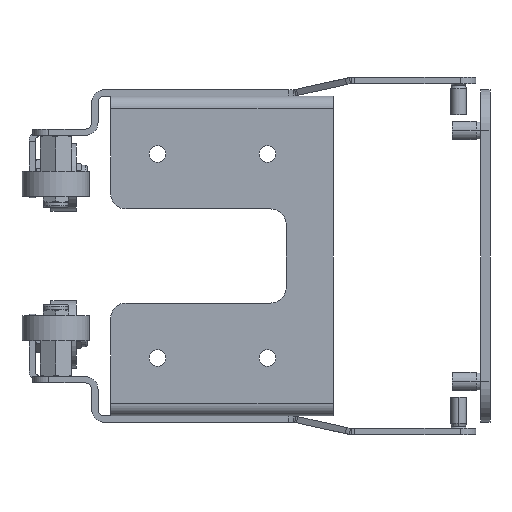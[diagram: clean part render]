
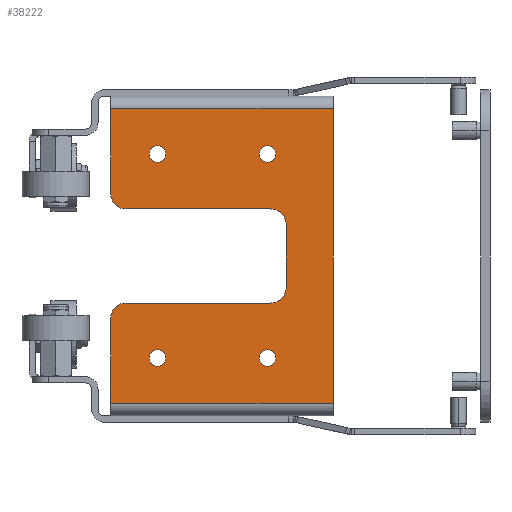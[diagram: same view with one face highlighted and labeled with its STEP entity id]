
A CAD part, front view. The second image highlights one B-rep face of the part: STEP entity #38222.
In plain terms, the highlighted planar face has unit normal (0, -1, 0).
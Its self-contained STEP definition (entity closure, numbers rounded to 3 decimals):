
#911=DIRECTION('',(0.,0.,-1.));
#912=VECTOR('',#911,27.);
#913=CARTESIAN_POINT('',(-116.5,-98.,-76.));
#914=LINE('',#913,#912);
#9566=DIRECTION('',(1.,0.,0.));
#9567=VECTOR('',#9566,71.);
#9568=CARTESIAN_POINT('',(-116.5,-98.,-103.));
#9569=LINE('',#9568,#9567);
#9574=CARTESIAN_POINT('',(-111.5,-98.,-36.));
#9575=DIRECTION('',(0.,1.,0.));
#9576=DIRECTION('',(0.,0.,-1.));
#9577=AXIS2_PLACEMENT_3D('',#9574,#9575,#9576);
#9579=DIRECTION('',(0.,0.,1.));
#9580=VECTOR('',#9579,27.);
#9581=CARTESIAN_POINT('',(-116.5,-98.,-36.));
#9582=LINE('',#9581,#9580);
#9583=DIRECTION('',(0.,0.,-1.));
#9584=VECTOR('',#9583,94.);
#9585=CARTESIAN_POINT('',(-45.5,-98.,-9.));
#9586=LINE('',#9585,#9584);
#9587=CARTESIAN_POINT('',(-111.5,-98.,-76.));
#9588=DIRECTION('',(0.,1.,0.));
#9589=DIRECTION('',(-1.,0.,0.));
#9590=AXIS2_PLACEMENT_3D('',#9587,#9588,#9589);
#9592=CARTESIAN_POINT('',(-65.5,-98.,-66.));
#9593=DIRECTION('',(0.,-1.,0.));
#9594=DIRECTION('',(0.,0.,-1.));
#9595=AXIS2_PLACEMENT_3D('',#9592,#9593,#9594);
#9597=DIRECTION('',(0.,0.,1.));
#9598=VECTOR('',#9597,20.);
#9599=CARTESIAN_POINT('',(-60.5,-98.,-66.));
#9600=LINE('',#9599,#9598);
#9601=CARTESIAN_POINT('',(-65.5,-98.,-46.));
#9602=DIRECTION('',(0.,-1.,0.));
#9603=DIRECTION('',(1.,0.,0.));
#9604=AXIS2_PLACEMENT_3D('',#9601,#9602,#9603);
#9606=DIRECTION('',(-1.,0.,0.));
#9607=VECTOR('',#9606,46.);
#9608=CARTESIAN_POINT('',(-65.5,-98.,-41.));
#9609=LINE('',#9608,#9607);
#9610=CARTESIAN_POINT('',(-66.5,-98.,-88.5));
#9611=DIRECTION('',(0.,-1.,0.));
#9612=DIRECTION('',(0.,0.,1.));
#9613=AXIS2_PLACEMENT_3D('',#9610,#9611,#9612);
#9615=CARTESIAN_POINT('',(-66.5,-98.,-88.5));
#9616=DIRECTION('',(0.,-1.,0.));
#9617=DIRECTION('',(0.,0.,-1.));
#9618=AXIS2_PLACEMENT_3D('',#9615,#9616,#9617);
#9620=CARTESIAN_POINT('',(-101.5,-98.,-88.5));
#9621=DIRECTION('',(0.,-1.,0.));
#9622=DIRECTION('',(0.,0.,1.));
#9623=AXIS2_PLACEMENT_3D('',#9620,#9621,#9622);
#9625=CARTESIAN_POINT('',(-101.5,-98.,-88.5));
#9626=DIRECTION('',(0.,-1.,0.));
#9627=DIRECTION('',(0.,0.,-1.));
#9628=AXIS2_PLACEMENT_3D('',#9625,#9626,#9627);
#9630=CARTESIAN_POINT('',(-101.5,-98.,-23.5));
#9631=DIRECTION('',(0.,-1.,0.));
#9632=DIRECTION('',(0.,0.,1.));
#9633=AXIS2_PLACEMENT_3D('',#9630,#9631,#9632);
#9635=CARTESIAN_POINT('',(-101.5,-98.,-23.5));
#9636=DIRECTION('',(0.,-1.,0.));
#9637=DIRECTION('',(0.,0.,-1.));
#9638=AXIS2_PLACEMENT_3D('',#9635,#9636,#9637);
#9640=CARTESIAN_POINT('',(-66.5,-98.,-23.5));
#9641=DIRECTION('',(0.,-1.,0.));
#9642=DIRECTION('',(0.,0.,1.));
#9643=AXIS2_PLACEMENT_3D('',#9640,#9641,#9642);
#9645=CARTESIAN_POINT('',(-66.5,-98.,-23.5));
#9646=DIRECTION('',(0.,-1.,0.));
#9647=DIRECTION('',(0.,0.,-1.));
#9648=AXIS2_PLACEMENT_3D('',#9645,#9646,#9647);
#9678=DIRECTION('',(-1.,0.,0.));
#9679=VECTOR('',#9678,46.);
#9680=CARTESIAN_POINT('',(-65.5,-98.,-71.));
#9681=LINE('',#9680,#9679);
#9852=DIRECTION('',(-1.,0.,0.));
#9853=VECTOR('',#9852,71.);
#9854=CARTESIAN_POINT('',(-45.5,-98.,-9.));
#9855=LINE('',#9854,#9853);
#19033=CARTESIAN_POINT('',(-45.5,-98.,-9.));
#19034=VERTEX_POINT('',#19033);
#19037=CARTESIAN_POINT('',(-116.5,-98.,-9.));
#19038=VERTEX_POINT('',#19037);
#19041=CARTESIAN_POINT('',(-111.5,-98.,-41.));
#19042=CARTESIAN_POINT('',(-116.5,-98.,-36.));
#19043=VERTEX_POINT('',#19041);
#19044=VERTEX_POINT('',#19042);
#19045=CARTESIAN_POINT('',(-45.5,-98.,-103.));
#19046=VERTEX_POINT('',#19045);
#19047=CARTESIAN_POINT('',(-116.5,-98.,-103.));
#19048=VERTEX_POINT('',#19047);
#19049=CARTESIAN_POINT('',(-116.5,-98.,-76.));
#19050=VERTEX_POINT('',#19049);
#19051=CARTESIAN_POINT('',(-111.5,-98.,-71.));
#19052=VERTEX_POINT('',#19051);
#19053=CARTESIAN_POINT('',(-65.5,-98.,-71.));
#19054=VERTEX_POINT('',#19053);
#19055=CARTESIAN_POINT('',(-60.5,-98.,-66.));
#19056=VERTEX_POINT('',#19055);
#19057=CARTESIAN_POINT('',(-60.5,-98.,-46.));
#19058=VERTEX_POINT('',#19057);
#19059=CARTESIAN_POINT('',(-65.5,-98.,-41.));
#19060=VERTEX_POINT('',#19059);
#19061=CARTESIAN_POINT('',(-66.5,-98.,-85.85));
#19062=CARTESIAN_POINT('',(-66.5,-98.,-91.15));
#19063=VERTEX_POINT('',#19061);
#19064=VERTEX_POINT('',#19062);
#19065=CARTESIAN_POINT('',(-101.5,-98.,-85.85));
#19066=CARTESIAN_POINT('',(-101.5,-98.,-91.15));
#19067=VERTEX_POINT('',#19065);
#19068=VERTEX_POINT('',#19066);
#19069=CARTESIAN_POINT('',(-101.5,-98.,-20.85));
#19070=CARTESIAN_POINT('',(-101.5,-98.,-26.15));
#19071=VERTEX_POINT('',#19069);
#19072=VERTEX_POINT('',#19070);
#19073=CARTESIAN_POINT('',(-66.5,-98.,-20.85));
#19074=CARTESIAN_POINT('',(-66.5,-98.,-26.15));
#19075=VERTEX_POINT('',#19073);
#19076=VERTEX_POINT('',#19074);
#38169=CARTESIAN_POINT('',(-116.5,-98.,-5.));
#38170=DIRECTION('',(0.,-1.,0.));
#38171=DIRECTION('',(-1.,0.,0.));
#38172=AXIS2_PLACEMENT_3D('',#38169,#38170,#38171);
#38173=PLANE('',#38172);
#38175=ORIENTED_EDGE('',*,*,#38174,.T.);
#38177=ORIENTED_EDGE('',*,*,#38176,.T.);
#38179=ORIENTED_EDGE('',*,*,#38178,.F.);
#38181=ORIENTED_EDGE('',*,*,#38180,.T.);
#38182=ORIENTED_EDGE('',*,*,#38153,.F.);
#38183=ORIENTED_EDGE('',*,*,#23350,.F.);
#38185=ORIENTED_EDGE('',*,*,#38184,.T.);
#38187=ORIENTED_EDGE('',*,*,#38186,.F.);
#38189=ORIENTED_EDGE('',*,*,#38188,.T.);
#38191=ORIENTED_EDGE('',*,*,#38190,.T.);
#38193=ORIENTED_EDGE('',*,*,#38192,.T.);
#38195=ORIENTED_EDGE('',*,*,#38194,.T.);
#38196=EDGE_LOOP('',(#38175,#38177,#38179,#38181,#38182,#38183,#38185,#38187,
#38189,#38191,#38193,#38195));
#38197=FACE_OUTER_BOUND('',#38196,.F.);
#38199=ORIENTED_EDGE('',*,*,#38198,.T.);
#38201=ORIENTED_EDGE('',*,*,#38200,.T.);
#38202=EDGE_LOOP('',(#38199,#38201));
#38203=FACE_BOUND('',#38202,.F.);
#38205=ORIENTED_EDGE('',*,*,#38204,.T.);
#38207=ORIENTED_EDGE('',*,*,#38206,.T.);
#38208=EDGE_LOOP('',(#38205,#38207));
#38209=FACE_BOUND('',#38208,.F.);
#38211=ORIENTED_EDGE('',*,*,#38210,.T.);
#38213=ORIENTED_EDGE('',*,*,#38212,.T.);
#38214=EDGE_LOOP('',(#38211,#38213));
#38215=FACE_BOUND('',#38214,.F.);
#38217=ORIENTED_EDGE('',*,*,#38216,.T.);
#38219=ORIENTED_EDGE('',*,*,#38218,.T.);
#38220=EDGE_LOOP('',(#38217,#38219));
#38221=FACE_BOUND('',#38220,.F.);
#38222=ADVANCED_FACE('',(#38197,#38203,#38209,#38215,#38221),#38173,.T.);
#9578=CIRCLE('',#9577,5.);
#9591=CIRCLE('',#9590,5.);
#9596=CIRCLE('',#9595,5.);
#9605=CIRCLE('',#9604,5.);
#9614=CIRCLE('',#9613,2.65);
#9619=CIRCLE('',#9618,2.65);
#9624=CIRCLE('',#9623,2.65);
#9629=CIRCLE('',#9628,2.65);
#9634=CIRCLE('',#9633,2.65);
#9639=CIRCLE('',#9638,2.65);
#9644=CIRCLE('',#9643,2.65);
#9649=CIRCLE('',#9648,2.65);
#23350=EDGE_CURVE('',#19050,#19048,#914,.T.);
#38153=EDGE_CURVE('',#19048,#19046,#9569,.T.);
#38174=EDGE_CURVE('',#19043,#19044,#9578,.T.);
#38176=EDGE_CURVE('',#19044,#19038,#9582,.T.);
#38178=EDGE_CURVE('',#19034,#19038,#9855,.T.);
#38180=EDGE_CURVE('',#19034,#19046,#9586,.T.);
#38184=EDGE_CURVE('',#19050,#19052,#9591,.T.);
#38186=EDGE_CURVE('',#19054,#19052,#9681,.T.);
#38188=EDGE_CURVE('',#19054,#19056,#9596,.T.);
#38190=EDGE_CURVE('',#19056,#19058,#9600,.T.);
#38192=EDGE_CURVE('',#19058,#19060,#9605,.T.);
#38194=EDGE_CURVE('',#19060,#19043,#9609,.T.);
#38198=EDGE_CURVE('',#19063,#19064,#9614,.T.);
#38200=EDGE_CURVE('',#19064,#19063,#9619,.T.);
#38204=EDGE_CURVE('',#19067,#19068,#9624,.T.);
#38206=EDGE_CURVE('',#19068,#19067,#9629,.T.);
#38210=EDGE_CURVE('',#19071,#19072,#9634,.T.);
#38212=EDGE_CURVE('',#19072,#19071,#9639,.T.);
#38216=EDGE_CURVE('',#19075,#19076,#9644,.T.);
#38218=EDGE_CURVE('',#19076,#19075,#9649,.T.);
